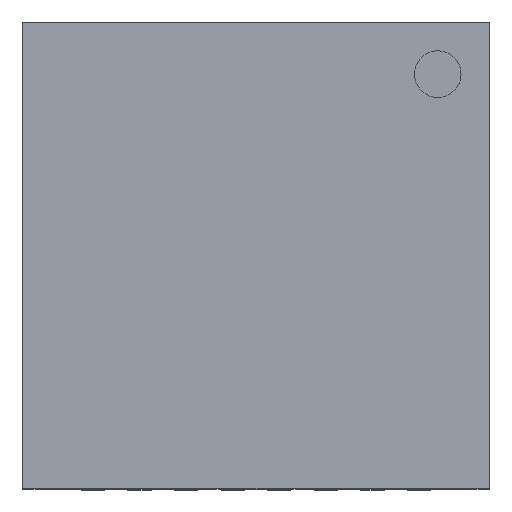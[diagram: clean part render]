
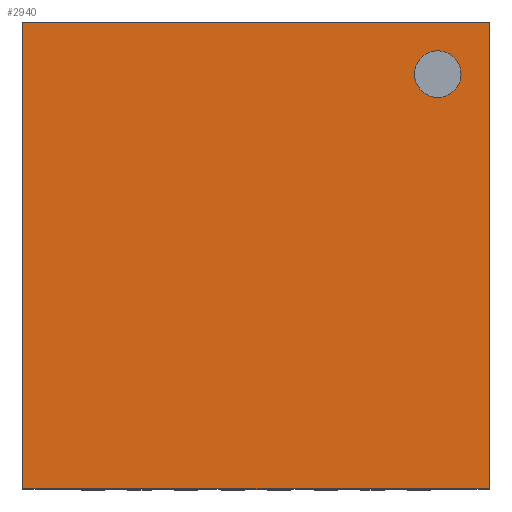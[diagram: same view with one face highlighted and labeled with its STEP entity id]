
A CAD part, top view. The second image highlights one B-rep face of the part: STEP entity #2940.
In plain terms, the highlighted planar face has unit normal (0, 0, 1).
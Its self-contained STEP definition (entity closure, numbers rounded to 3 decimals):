
#1639=CARTESIAN_POINT('Vertex',(-2.5,-2.5,0.8)) ;
#1642=CARTESIAN_POINT('Line Origine',(-2.5,0.,0.8)) ;
#1646=CARTESIAN_POINT('Vertex',(-2.5,2.5,0.8)) ;
#2714=CARTESIAN_POINT('Line Origine',(0.,2.5,0.8)) ;
#2718=CARTESIAN_POINT('Vertex',(2.5,2.5,0.8)) ;
#2899=CARTESIAN_POINT('Axis2P3D Location',(0.,0.,0.8)) ;
#2904=CARTESIAN_POINT('Line Origine',(0.,-2.5,0.8)) ;
#2908=CARTESIAN_POINT('Vertex',(2.5,-2.5,0.8)) ;
#2911=CARTESIAN_POINT('Line Origine',(2.5,0.,0.8)) ;
#2922=CARTESIAN_POINT('Axis2P3D Location',(1.95,1.95,0.8)) ;
#2926=CARTESIAN_POINT('Vertex',(2.2,1.95,0.8)) ;
#2928=CARTESIAN_POINT('Vertex',(1.7,1.95,0.8)) ;
#2931=CARTESIAN_POINT('Axis2P3D Location',(1.95,1.95,0.8)) ;
#1644=VECTOR('Line Direction',#1643,1.) ;
#2716=VECTOR('Line Direction',#2715,1.) ;
#2906=VECTOR('Line Direction',#2905,1.) ;
#2913=VECTOR('Line Direction',#2912,1.) ;
#1643=DIRECTION('Vector Direction',(0.,1.,0.)) ;
#2715=DIRECTION('Vector Direction',(1.,0.,0.)) ;
#2900=DIRECTION('Axis2P3D Direction',(0.,0.,1.)) ;
#2901=DIRECTION('Axis2P3D XDirection',(1.,0.,0.)) ;
#2905=DIRECTION('Vector Direction',(-1.,0.,0.)) ;
#2912=DIRECTION('Vector Direction',(0.,-1.,0.)) ;
#2923=DIRECTION('Axis2P3D Direction',(0.,0.,1.)) ;
#2932=DIRECTION('Axis2P3D Direction',(0.,0.,1.)) ;
#2902=AXIS2_PLACEMENT_3D('Plane Axis2P3D',#2899,#2900,#2901) ;
#2924=AXIS2_PLACEMENT_3D('Circle Axis2P3D',#2922,#2923,$) ;
#2933=AXIS2_PLACEMENT_3D('Circle Axis2P3D',#2931,#2932,$) ;
#1645=LINE('Line',#1642,#1644) ;
#2717=LINE('Line',#2714,#2716) ;
#2907=LINE('Line',#2904,#2906) ;
#2914=LINE('Line',#2911,#2913) ;
#2925=CIRCLE('generated circle',#2924,0.25) ;
#2934=CIRCLE('generated circle',#2933,0.25) ;
#2903=PLANE('',#2902) ;
#2939=FACE_BOUND('',#2936,.T.) ;
#1648=EDGE_CURVE('',#1647,#1640,#1645,.F.) ;
#2720=EDGE_CURVE('',#2719,#1647,#2717,.F.) ;
#2910=EDGE_CURVE('',#1640,#2909,#2907,.F.) ;
#2915=EDGE_CURVE('',#2909,#2719,#2914,.F.) ;
#2930=EDGE_CURVE('',#2927,#2929,#2925,.T.) ;
#2935=EDGE_CURVE('',#2929,#2927,#2934,.T.) ;
#2916=EDGE_LOOP('',(#2917,#2918,#2919,#2920)) ;
#2936=EDGE_LOOP('',(#2937,#2938)) ;
#2917=ORIENTED_EDGE('',*,*,#2720,.T.) ;
#2918=ORIENTED_EDGE('',*,*,#1648,.T.) ;
#2919=ORIENTED_EDGE('',*,*,#2910,.T.) ;
#2920=ORIENTED_EDGE('',*,*,#2915,.T.) ;
#2937=ORIENTED_EDGE('',*,*,#2930,.F.) ;
#2938=ORIENTED_EDGE('',*,*,#2935,.F.) ;
#1640=VERTEX_POINT('',#1639) ;
#1647=VERTEX_POINT('',#1646) ;
#2719=VERTEX_POINT('',#2718) ;
#2909=VERTEX_POINT('',#2908) ;
#2927=VERTEX_POINT('',#2926) ;
#2929=VERTEX_POINT('',#2928) ;
#2940=ADVANCED_FACE('PartBody',(#2921,#2939),#2903,.T.) ;
#2921=FACE_OUTER_BOUND('',#2916,.T.) ;
